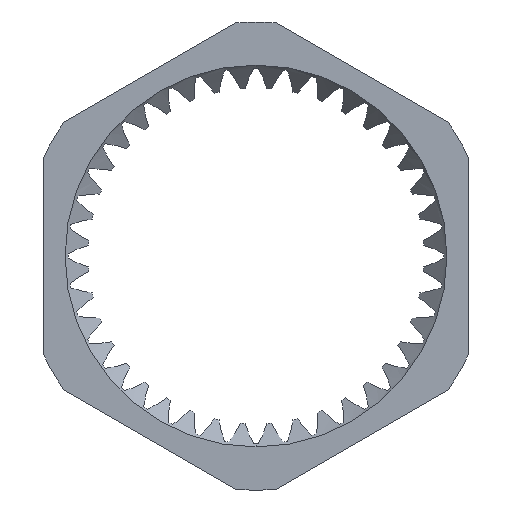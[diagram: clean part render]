
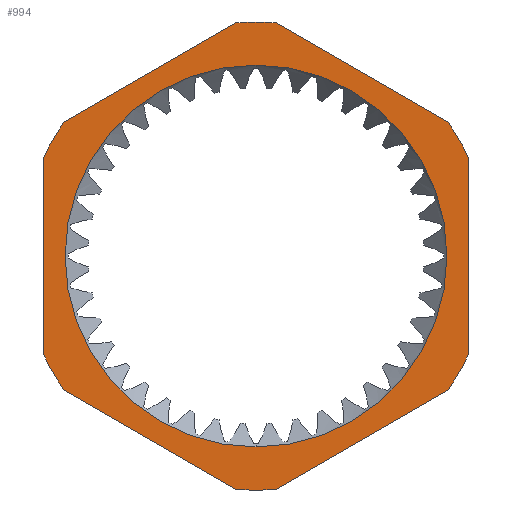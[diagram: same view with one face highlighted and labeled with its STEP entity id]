
A CAD part, left-side view. The second image highlights one B-rep face of the part: STEP entity #994.
In plain terms, the highlighted planar face has unit normal (-1, 0, 0).
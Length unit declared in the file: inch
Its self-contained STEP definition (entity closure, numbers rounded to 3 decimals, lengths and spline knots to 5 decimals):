
#4 = AXIS2_PLACEMENT_3D ( 'NONE', #5736, #2849, #6237 ) ;
#24 = CARTESIAN_POINT ( 'NONE',  ( 0., -0.67781, -0.47469 ) ) ;
#46 = DIRECTION ( 'NONE',  ( -1., 0., 0. ) ) ;
#61 = LINE ( 'NONE', #1126, #5166 ) ;
#118 = CARTESIAN_POINT ( 'NONE',  ( 0., 0., 0. ) ) ;
#146 = DIRECTION ( 'NONE',  ( 0., 0., 1. ) ) ;
#198 = CIRCLE ( 'NONE', #3481, 0.8275 ) ;
#218 = EDGE_CURVE ( 'NONE', #4343, #4470, #2812, .T. ) ;
#222 = DIRECTION ( 'NONE',  ( 0., 0., 1. ) ) ;
#264 = EDGE_LOOP ( 'NONE', ( #4337, #4376 ) ) ;
#283 = ORIENTED_EDGE ( 'NONE', *, *, #2853, .T. ) ;
#292 = EDGE_LOOP ( 'NONE', ( #1202, #3282, #4143, #2081, #1981, #4352, #6240, #2902, #3152, #1243, #283, #2011, #710 ) ) ;
#398 = AXIS2_PLACEMENT_3D ( 'NONE', #1468, #2501, #5905 ) ;
#537 = CARTESIAN_POINT ( 'NONE',  ( 0., 0., 0. ) ) ;
#567 = AXIS2_PLACEMENT_3D ( 'NONE', #118, #3629, #607 ) ;
#579 = VERTEX_POINT ( 'NONE', #5555 ) ;
#607 = DIRECTION ( 'NONE',  ( 0., 0., 1. ) ) ;
#626 = CIRCLE ( 'NONE', #4804, 0.675 ) ;
#699 = VERTEX_POINT ( 'NONE', #6145 ) ;
#710 = ORIENTED_EDGE ( 'NONE', *, *, #3780, .T. ) ;
#767 = CARTESIAN_POINT ( 'NONE',  ( 0., 0.07219, 0.82434 ) ) ;
#811 = CARTESIAN_POINT ( 'NONE',  ( 0., 0., 0.86603 ) ) ;
#840 = CARTESIAN_POINT ( 'NONE',  ( 0., 0., -0.675 ) ) ;
#987 = VECTOR ( 'NONE', #5857, 39.37008 ) ;
#994 = ADVANCED_FACE ( 'NONE', ( #3708, #3857 ), #6387, .F. ) ;
#1045 = DIRECTION ( 'NONE',  ( 0., 0., 1. ) ) ;
#1061 = CARTESIAN_POINT ( 'NONE',  ( 0., 0., 0.8275 ) ) ;
#1074 = VERTEX_POINT ( 'NONE', #5969 ) ;
#1081 = VECTOR ( 'NONE', #3550, 39.37008 ) ;
#1114 = EDGE_CURVE ( 'NONE', #5612, #579, #3265, .T. ) ;
#1126 = CARTESIAN_POINT ( 'NONE',  ( 0., -0.75, 0.43301 ) ) ;
#1164 = CIRCLE ( 'NONE', #5057, 0.8275 ) ;
#1202 = ORIENTED_EDGE ( 'NONE', *, *, #5503, .F. ) ;
#1207 = EDGE_CURVE ( 'NONE', #6365, #1290, #1886, .T. ) ;
#1243 = ORIENTED_EDGE ( 'NONE', *, *, #5682, .F. ) ;
#1253 = VERTEX_POINT ( 'NONE', #3642 ) ;
#1290 = VERTEX_POINT ( 'NONE', #767 ) ;
#1349 = CARTESIAN_POINT ( 'NONE',  ( 0., 0.67781, -0.47469 ) ) ;
#1442 = CARTESIAN_POINT ( 'NONE',  ( 0., 0.75, 0.34965 ) ) ;
#1468 = CARTESIAN_POINT ( 'NONE',  ( 0., 0., -0.59375 ) ) ;
#1538 = EDGE_CURVE ( 'NONE', #3122, #1074, #4676, .T. ) ;
#1639 = DIRECTION ( 'NONE',  ( -1., 0., 0. ) ) ;
#1815 = DIRECTION ( 'NONE',  ( -1., 0., 0. ) ) ;
#1860 = EDGE_CURVE ( 'NONE', #4468, #4636, #626, .T. ) ;
#1886 = CIRCLE ( 'NONE', #2440, 0.8275 ) ;
#1981 = ORIENTED_EDGE ( 'NONE', *, *, #4445, .F. ) ;
#2011 = ORIENTED_EDGE ( 'NONE', *, *, #218, .F. ) ;
#2043 = DIRECTION ( 'NONE',  ( 0., 0., 1. ) ) ;
#2081 = ORIENTED_EDGE ( 'NONE', *, *, #1538, .T. ) ;
#2190 = EDGE_CURVE ( 'NONE', #5313, #3197, #5510, .T. ) ;
#2294 = DIRECTION ( 'NONE',  ( 0., 0.866, 0.5 ) ) ;
#2353 = VECTOR ( 'NONE', #3826, 39.37008 ) ;
#2440 = AXIS2_PLACEMENT_3D ( 'NONE', #4597, #1639, #5085 ) ;
#2442 = CARTESIAN_POINT ( 'NONE',  ( 0., -0.75, -0.43301 ) ) ;
#2483 = VECTOR ( 'NONE', #2294, 39.37008 ) ;
#2501 = DIRECTION ( 'NONE',  ( 1., 0., 0. ) ) ;
#2589 = CARTESIAN_POINT ( 'NONE',  ( 0., 0.75, 0.43301 ) ) ;
#2794 = AXIS2_PLACEMENT_3D ( 'NONE', #537, #4036, #1045 ) ;
#2812 = LINE ( 'NONE', #3775, #2483 ) ;
#2849 = DIRECTION ( 'NONE',  ( -1., 0., 0. ) ) ;
#2853 = EDGE_CURVE ( 'NONE', #1253, #4470, #3759, .T. ) ;
#2856 = CIRCLE ( 'NONE', #4, 0.675 ) ;
#2902 = ORIENTED_EDGE ( 'NONE', *, *, #4731, .F. ) ;
#2985 = VERTEX_POINT ( 'NONE', #6172 ) ;
#3002 = CARTESIAN_POINT ( 'NONE',  ( 0., 0., 0. ) ) ;
#3037 = EDGE_CURVE ( 'NONE', #4636, #4468, #2856, .T. ) ;
#3064 = LINE ( 'NONE', #4506, #5477 ) ;
#3072 = CARTESIAN_POINT ( 'NONE',  ( 0., 0., 0. ) ) ;
#3122 = VERTEX_POINT ( 'NONE', #5806 ) ;
#3152 = ORIENTED_EDGE ( 'NONE', *, *, #2190, .T. ) ;
#3175 = DIRECTION ( 'NONE',  ( -1., 0., 0. ) ) ;
#3197 = VERTEX_POINT ( 'NONE', #1442 ) ;
#3253 = DIRECTION ( 'NONE',  ( -1., 0., 0. ) ) ;
#3265 = CIRCLE ( 'NONE', #2794, 0.8275 ) ;
#3282 = ORIENTED_EDGE ( 'NONE', *, *, #1114, .T. ) ;
#3380 = LINE ( 'NONE', #811, #2353 ) ;
#3481 = AXIS2_PLACEMENT_3D ( 'NONE', #3002, #6398, #3486 ) ;
#3486 = DIRECTION ( 'NONE',  ( 0., 0., 1. ) ) ;
#3549 = DIRECTION ( 'NONE',  ( 0., 0., 1. ) ) ;
#3550 = DIRECTION ( 'NONE',  ( 0., -0.866, 0.5 ) ) ;
#3629 = DIRECTION ( 'NONE',  ( -1., 0., 0. ) ) ;
#3642 = CARTESIAN_POINT ( 'NONE',  ( 0., 0.75, -0.34965 ) ) ;
#3708 = FACE_BOUND ( 'NONE', #264, .T. ) ;
#3759 = CIRCLE ( 'NONE', #5755, 0.8275 ) ;
#3775 = CARTESIAN_POINT ( 'NONE',  ( 0., 0., -0.86603 ) ) ;
#3780 = EDGE_CURVE ( 'NONE', #4343, #699, #1164, .T. ) ;
#3826 = DIRECTION ( 'NONE',  ( 0., -0.866, -0.5 ) ) ;
#3857 = FACE_OUTER_BOUND ( 'NONE', #292, .T. ) ;
#4036 = DIRECTION ( 'NONE',  ( -1., 0., 0. ) ) ;
#4143 = ORIENTED_EDGE ( 'NONE', *, *, #5741, .F. ) ;
#4198 = CARTESIAN_POINT ( 'NONE',  ( 0., 0.07219, -0.82434 ) ) ;
#4337 = ORIENTED_EDGE ( 'NONE', *, *, #3037, .F. ) ;
#4343 = VERTEX_POINT ( 'NONE', #4198 ) ;
#4352 = ORIENTED_EDGE ( 'NONE', *, *, #6260, .T. ) ;
#4376 = ORIENTED_EDGE ( 'NONE', *, *, #1860, .F. ) ;
#4445 = EDGE_CURVE ( 'NONE', #2985, #1074, #3380, .T. ) ;
#4468 = VERTEX_POINT ( 'NONE', #840 ) ;
#4470 = VERTEX_POINT ( 'NONE', #1349 ) ;
#4506 = CARTESIAN_POINT ( 'NONE',  ( 0., 0.75, -0.43301 ) ) ;
#4590 = DIRECTION ( 'NONE',  ( 0., 0., -1. ) ) ;
#4597 = CARTESIAN_POINT ( 'NONE',  ( 0., 0., 0. ) ) ;
#4636 = VERTEX_POINT ( 'NONE', #5427 ) ;
#4676 = CIRCLE ( 'NONE', #4926, 0.8275 ) ;
#4716 = LINE ( 'NONE', #2589, #1081 ) ;
#4731 = EDGE_CURVE ( 'NONE', #5313, #1290, #4716, .T. ) ;
#4779 = CARTESIAN_POINT ( 'NONE',  ( 0., 0., 0. ) ) ;
#4804 = AXIS2_PLACEMENT_3D ( 'NONE', #4779, #1815, #5268 ) ;
#4926 = AXIS2_PLACEMENT_3D ( 'NONE', #3072, #46, #3549 ) ;
#4937 = LINE ( 'NONE', #2442, #987 ) ;
#5057 = AXIS2_PLACEMENT_3D ( 'NONE', #6144, #3253, #222 ) ;
#5085 = DIRECTION ( 'NONE',  ( 0., 0., 1. ) ) ;
#5166 = VECTOR ( 'NONE', #4590, 39.37008 ) ;
#5193 = CARTESIAN_POINT ( 'NONE',  ( 0., 0.67781, 0.47469 ) ) ;
#5268 = DIRECTION ( 'NONE',  ( 0., 0., 1. ) ) ;
#5313 = VERTEX_POINT ( 'NONE', #5193 ) ;
#5427 = CARTESIAN_POINT ( 'NONE',  ( 0., 0., 0.675 ) ) ;
#5477 = VECTOR ( 'NONE', #2043, 39.37008 ) ;
#5503 = EDGE_CURVE ( 'NONE', #5612, #699, #4937, .T. ) ;
#5510 = CIRCLE ( 'NONE', #567, 0.8275 ) ;
#5555 = CARTESIAN_POINT ( 'NONE',  ( 0., -0.75, -0.34965 ) ) ;
#5612 = VERTEX_POINT ( 'NONE', #24 ) ;
#5682 = EDGE_CURVE ( 'NONE', #1253, #3197, #3064, .T. ) ;
#5736 = CARTESIAN_POINT ( 'NONE',  ( 0., 0., 0. ) ) ;
#5741 = EDGE_CURVE ( 'NONE', #3122, #579, #61, .T. ) ;
#5755 = AXIS2_PLACEMENT_3D ( 'NONE', #6065, #3175, #146 ) ;
#5806 = CARTESIAN_POINT ( 'NONE',  ( 0., -0.75, 0.34965 ) ) ;
#5857 = DIRECTION ( 'NONE',  ( 0., 0.866, -0.5 ) ) ;
#5905 = DIRECTION ( 'NONE',  ( 0., 0., -1. ) ) ;
#5969 = CARTESIAN_POINT ( 'NONE',  ( 0., -0.67781, 0.47469 ) ) ;
#6065 = CARTESIAN_POINT ( 'NONE',  ( 0., 0., 0. ) ) ;
#6144 = CARTESIAN_POINT ( 'NONE',  ( 0., 0., 0. ) ) ;
#6145 = CARTESIAN_POINT ( 'NONE',  ( 0., -0.07219, -0.82434 ) ) ;
#6172 = CARTESIAN_POINT ( 'NONE',  ( 0., -0.07219, 0.82434 ) ) ;
#6237 = DIRECTION ( 'NONE',  ( 0., 0., 1. ) ) ;
#6240 = ORIENTED_EDGE ( 'NONE', *, *, #1207, .T. ) ;
#6260 = EDGE_CURVE ( 'NONE', #2985, #6365, #198, .T. ) ;
#6365 = VERTEX_POINT ( 'NONE', #1061 ) ;
#6387 = PLANE ( 'NONE',  #398 ) ;
#6398 = DIRECTION ( 'NONE',  ( -1., 0., 0. ) ) ;
